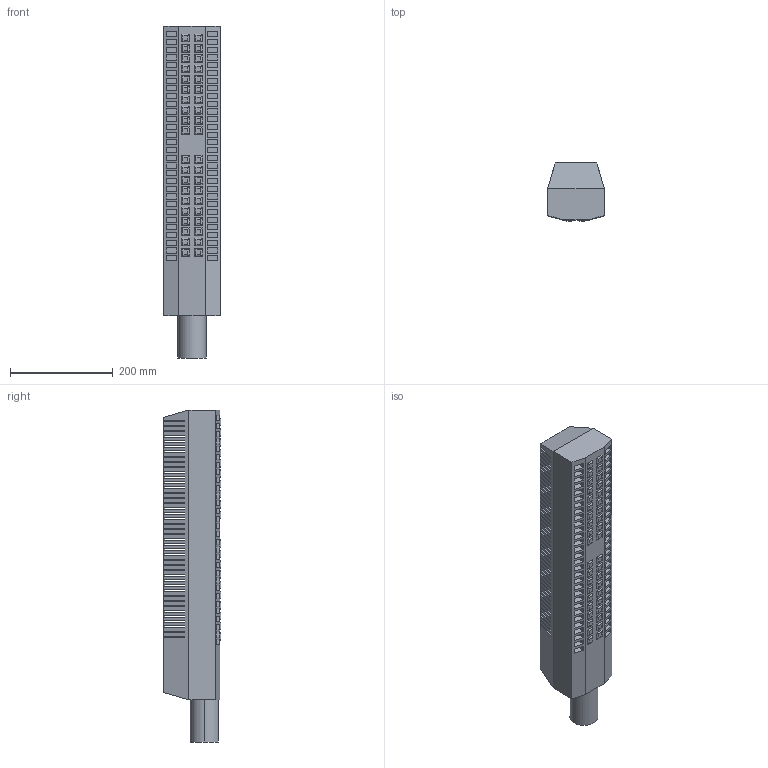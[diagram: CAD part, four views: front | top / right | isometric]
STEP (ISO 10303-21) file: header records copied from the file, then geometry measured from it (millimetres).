
FILE_DESCRIPTION (( 'STEP AP214' ), '1' );
FILE_NAME ('RUT 2 64.STEP', '2018-07-08T09:14:03', ( '' ), ( '' ), 'SwSTEP 2.0', 'SolidWorks 2013', '' );
FILE_SCHEMA (( 'AUTOMOTIVE_DESIGN' ));
Length unit declared in the file: millimetre
Products named in the file (2): RUT 1 100; RUT 2 64
Assembly tree (1 placements, depth 2):
  RUT 2 64
    RUT 1 100
Bounding box: 110 x 112 x 645 mm (x, y, z)
Volume: 5377555.9 mm3; surface area: 760161.6 mm2
Topology: 1 solids, 1 shells, 687 faces, 1748 edges, 1164 vertices
Faces by surface type: plane 525, cylinder 162
Entity records: 22712 total; most frequent: CARTESIAN_POINT 4083, ORIENTED_EDGE 3496, DIRECTION 2974, EDGE_CURVE 1748, VECTOR 1584, LINE 1584, VERTEX_POINT 1164, EDGE_LOOP 874
